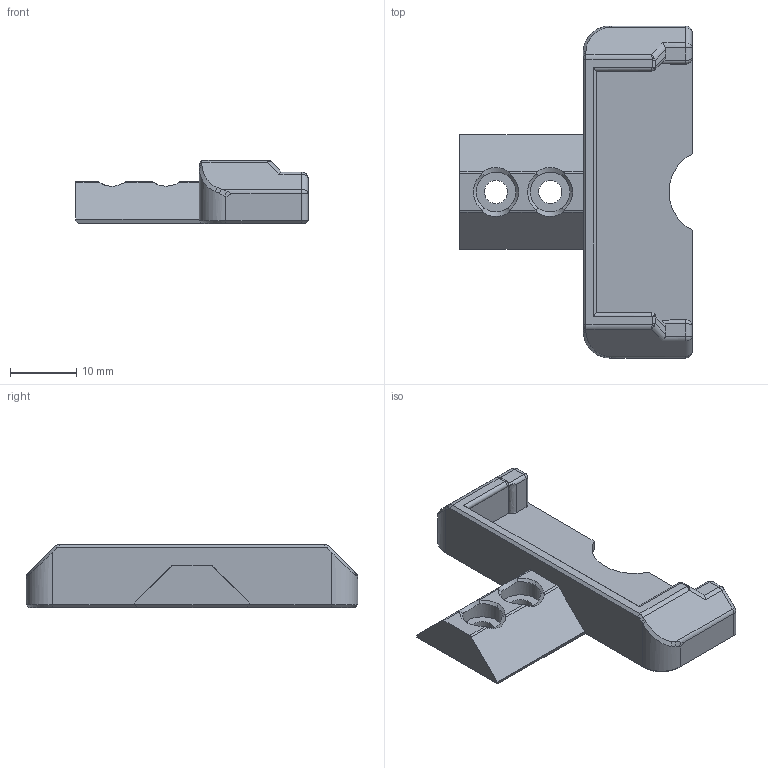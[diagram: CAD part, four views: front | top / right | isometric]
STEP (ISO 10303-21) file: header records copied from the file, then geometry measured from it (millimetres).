
FILE_DESCRIPTION(/* description */ (''),/* implementation_level */ '2;1');
FILE_NAME(/* name */ 'Blurolls-Brush_Holder.stp',/* time_stamp */ '2021-08-31T12:45:28+02:00',/* author */ ('Rama'),/* organization */ (''),/* preprocessor_version */ 'ST-DEVELOPER v18.1',/* originating_system */ 'Autodesk Inventor 2021',/* authorisation */ '');
FILE_SCHEMA (('AUTOMOTIVE_DESIGN { 1 0 10303 214 3 1 1 }'));
Length unit declared in the file: millimetre
Products named in the file (1): Brush Holder
Bounding box: 35 x 50 x 9.5 mm (x, y, z)
Volume: 4268.5 mm3; surface area: 3724.9 mm2
Topology: 1 solids, 1 shells, 124 faces, 328 edges, 200 vertices
Faces by surface type: plane 42, cylinder 39, bspline 26, cone 13, sphere 4
Full cylindrical faces by diameter (mm): 3.5 x2, 6 x2
Entity records: 5227 total; most frequent: CARTESIAN_POINT 2231, ORIENTED_EDGE 644, DIRECTION 583, EDGE_CURVE 322, AXIS2_PLACEMENT_3D 212, VERTEX_POINT 200, LINE 159, VECTOR 159
